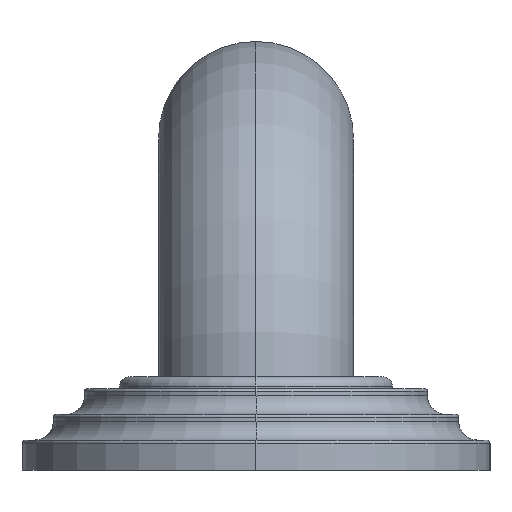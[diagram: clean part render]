
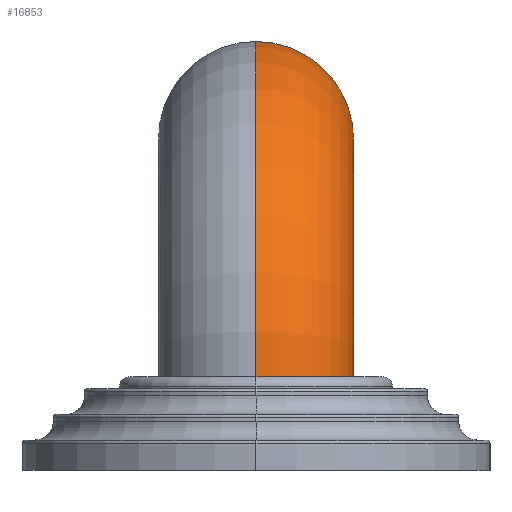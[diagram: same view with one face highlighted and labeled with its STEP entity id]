
A CAD part, left-side view. The second image highlights one B-rep face of the part: STEP entity #16853.
In plain terms, the highlighted toroidal (fillet/blend) face has major radius 41.275 mm and minor radius 15.875 mm.
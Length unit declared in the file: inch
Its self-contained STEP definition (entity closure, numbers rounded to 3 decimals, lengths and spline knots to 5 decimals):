
#16565=CARTESIAN_POINT('',(-6.,0.,-1.625));
#16566=DIRECTION('',(0.,0.,1.));
#16567=DIRECTION('',(-1.,0.,0.));
#16568=AXIS2_PLACEMENT_3D('',#16565,#16566,#16567);
#16570=CARTESIAN_POINT('',(-4.375,0.,-1.625));
#16571=DIRECTION('',(0.,1.,0.));
#16572=DIRECTION('',(-1.,0.,0.));
#16573=AXIS2_PLACEMENT_3D('',#16570,#16571,#16572);
#16580=CARTESIAN_POINT('',(-4.375,0.,-1.625));
#16581=DIRECTION('',(0.,1.,0.));
#16582=DIRECTION('',(-1.,0.,0.));
#16583=AXIS2_PLACEMENT_3D('',#16580,#16581,#16582);
#16594=CARTESIAN_POINT('',(-4.375,0.,0.));
#16595=DIRECTION('',(1.,0.,0.));
#16596=DIRECTION('',(0.,0.,1.));
#16597=AXIS2_PLACEMENT_3D('',#16594,#16595,#16596);
#16753=CARTESIAN_POINT('',(-5.375,0.,-1.625));
#16754=CARTESIAN_POINT('',(-6.625,0.,-1.625));
#16755=VERTEX_POINT('',#16753);
#16756=VERTEX_POINT('',#16754);
#16761=CARTESIAN_POINT('',(-4.375,0.,-0.625));
#16762=CARTESIAN_POINT('',(-4.375,0.,0.625));
#16763=VERTEX_POINT('',#16761);
#16764=VERTEX_POINT('',#16762);
#16839=CARTESIAN_POINT('',(-4.375,0.,-1.625));
#16840=DIRECTION('',(0.,1.,0.));
#16841=DIRECTION('',(1.,0.,0.));
#16842=AXIS2_PLACEMENT_3D('',#16839,#16840,#16841);
#16843=TOROIDAL_SURFACE('',#16842,1.625,0.625);
#16844=ORIENTED_EDGE('',*,*,#16833,.F.);
#16846=ORIENTED_EDGE('',*,*,#16845,.T.);
#16848=ORIENTED_EDGE('',*,*,#16847,.T.);
#16850=ORIENTED_EDGE('',*,*,#16849,.F.);
#16851=EDGE_LOOP('',(#16844,#16846,#16848,#16850));
#16852=FACE_OUTER_BOUND('',#16851,.F.);
#16853=ADVANCED_FACE('',(#16852),#16843,.T.);
#16569=CIRCLE('',#16568,0.625);
#16574=CIRCLE('',#16573,2.25);
#16584=CIRCLE('',#16583,1.);
#16598=CIRCLE('',#16597,0.625);
#16833=EDGE_CURVE('',#16756,#16755,#16569,.T.);
#16845=EDGE_CURVE('',#16756,#16764,#16574,.T.);
#16847=EDGE_CURVE('',#16764,#16763,#16598,.T.);
#16849=EDGE_CURVE('',#16755,#16763,#16584,.T.);
